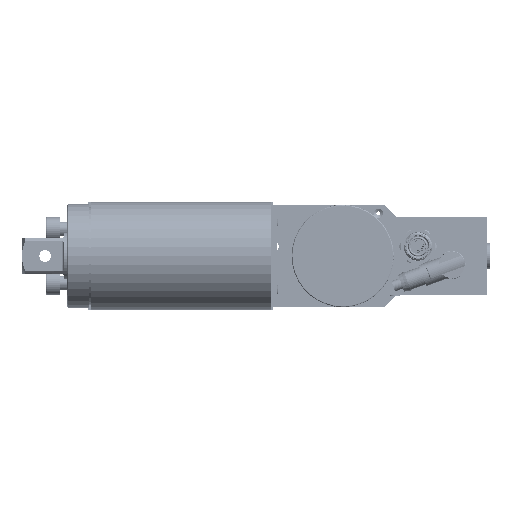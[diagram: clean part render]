
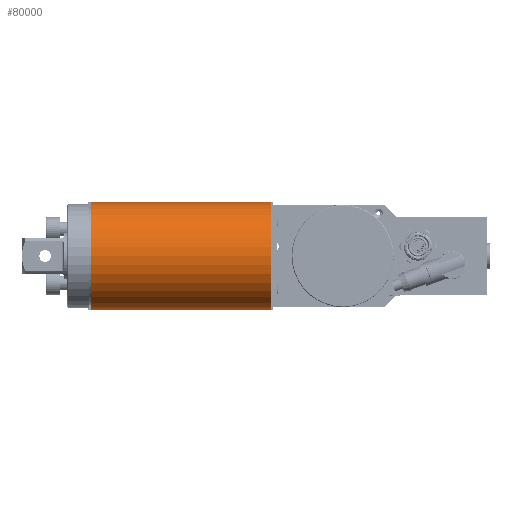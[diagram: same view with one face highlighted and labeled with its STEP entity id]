
A CAD part, left-side view. The second image highlights one B-rep face of the part: STEP entity #80000.
In plain terms, the highlighted cylindrical face has radius 29 mm (diameter 58 mm), a partial arc.
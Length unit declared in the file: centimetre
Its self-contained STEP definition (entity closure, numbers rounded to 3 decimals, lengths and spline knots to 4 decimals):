
#8364=FACE_OUTER_BOUND('',#12655,.T.);
#12655=EDGE_LOOP('',(#58002,#58003,#58004,#58005));
#17514=CIRCLE('',#85184,2.9);
#17519=CIRCLE('',#85193,2.9);
#22712=LINE('',#128233,#29034);
#22725=LINE('',#128276,#29047);
#29034=VECTOR('',#95006,9.7);
#29047=VECTOR('',#95043,9.7);
#36199=VERTEX_POINT('',#128225);
#36202=VERTEX_POINT('',#128231);
#36211=VERTEX_POINT('',#128251);
#36220=VERTEX_POINT('',#128275);
#44674=EDGE_CURVE('',#36202,#36199,#22712,.T.);
#44683=EDGE_CURVE('',#36199,#36211,#17514,.T.);
#44695=EDGE_CURVE('',#36220,#36211,#22725,.T.);
#44699=EDGE_CURVE('',#36220,#36202,#17519,.T.);
#58002=ORIENTED_EDGE('',*,*,#44683,.F.);
#58003=ORIENTED_EDGE('',*,*,#44674,.F.);
#58004=ORIENTED_EDGE('',*,*,#44699,.F.);
#58005=ORIENTED_EDGE('',*,*,#44695,.T.);
#78664=CYLINDRICAL_SURFACE('',#85195,2.9);
#80000=ADVANCED_FACE('',(#8364),#78664,.T.);
#85184=AXIS2_PLACEMENT_3D('',#128252,#95022,#95023);
#85193=AXIS2_PLACEMENT_3D('',#128283,#95051,#95052);
#85195=AXIS2_PLACEMENT_3D('',#128286,#95055,#95056);
#95006=DIRECTION('',(0.,-1.,0.));
#95022=DIRECTION('center_axis',(0.,-1.,0.));
#95023=DIRECTION('ref_axis',(0.,0.,
1.));
#95043=DIRECTION('',(0.,-1.,0.));
#95051=DIRECTION('center_axis',(0.,1.,0.));
#95052=DIRECTION('ref_axis',(0.,0.,
-1.));
#95055=DIRECTION('center_axis',(0.,-1.,0.));
#95056=DIRECTION('ref_axis',(-1.,0.,0.));
#128225=CARTESIAN_POINT('',(-19.74,-2.9,2.9));
#128231=CARTESIAN_POINT('',(-19.74,6.8,2.9));
#128233=CARTESIAN_POINT('',(-19.74,6.8,2.9));
#128251=CARTESIAN_POINT('',(-19.74,-2.9,-2.9));
#128252=CARTESIAN_POINT('Origin',(-19.74,-2.9,0.));
#128275=CARTESIAN_POINT('',(-19.74,6.8,-2.9));
#128276=CARTESIAN_POINT('',(-19.74,6.8,-2.9));
#128283=CARTESIAN_POINT('Origin',(-19.74,6.8,0.));
#128286=CARTESIAN_POINT('Origin',(-19.74,6.95,0.));
